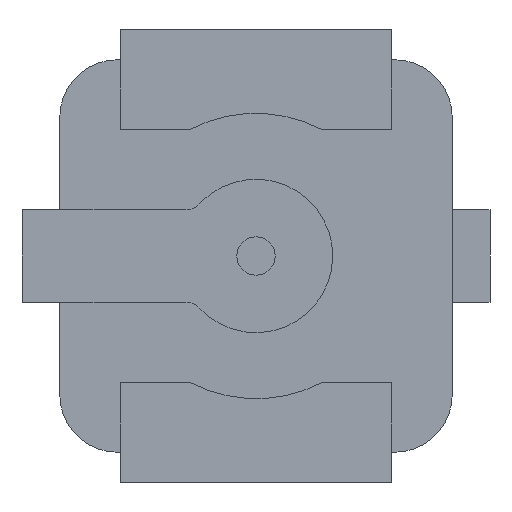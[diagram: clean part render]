
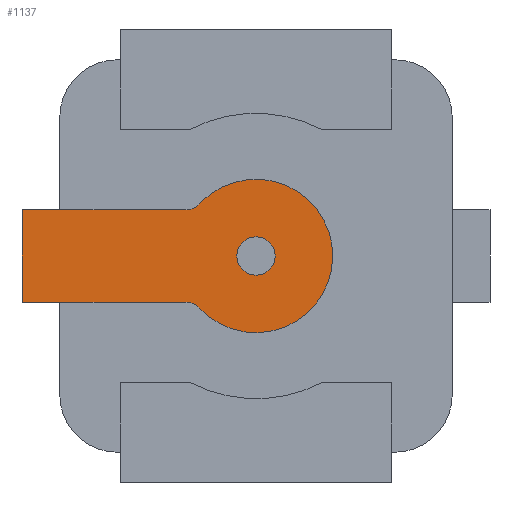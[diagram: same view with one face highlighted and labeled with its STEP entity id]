
A CAD part, front view. The second image highlights one B-rep face of the part: STEP entity #1137.
In plain terms, the highlighted planar face has unit normal (0, -1, 0).
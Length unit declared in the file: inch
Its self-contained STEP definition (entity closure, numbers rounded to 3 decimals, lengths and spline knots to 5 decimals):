
#9 = CARTESIAN_POINT ( 'NONE',  ( -0.01466, 0., 0.0136 ) ) ;
#35 = B_SPLINE_CURVE_WITH_KNOTS ( 'NONE', 3,
 ( #47, #1119, #1337, #796 ),
 .UNSPECIFIED., .F., .F.,
 ( 4, 4 ),
 ( 0., 1. ),
 .UNSPECIFIED. ) ;
#40 = VERTEX_POINT ( 'NONE', #9 ) ;
#45 = AXIS2_PLACEMENT_3D ( 'NONE', #679, #239, #905 ) ;
#47 = CARTESIAN_POINT ( 'NONE',  ( -0.06102, 0.00001, -0.012 ) ) ;
#63 = CARTESIAN_POINT ( 'NONE',  ( -0.05118, 0.00001, -0.012 ) ) ;
#88 = CARTESIAN_POINT ( 'NONE',  ( -0.01466, 0., -0.0136 ) ) ;
#144 = DIRECTION ( 'NONE',  ( 0., 0., -1. ) ) ;
#157 = CARTESIAN_POINT ( 'NONE',  ( -0.06102, 0.00001, 0.012 ) ) ;
#170 = CARTESIAN_POINT ( 'NONE',  ( -0.01188, 0.00001, -0.0166 ) ) ;
#207 = CARTESIAN_POINT ( 'NONE',  ( -0.01833, 0., -0.012 ) ) ;
#237 = CARTESIAN_POINT ( 'NONE',  ( -0.05774, 0.00001, 0.012 ) ) ;
#239 = DIRECTION ( 'NONE',  ( 0., -1., 0. ) ) ;
#248 = VERTEX_POINT ( 'NONE', #802 ) ;
#253 = EDGE_CURVE ( 'NONE', #1080, #400, #787, .T. ) ;
#255 = PLANE ( 'NONE',  #45 ) ;
#268 = EDGE_CURVE ( 'NONE', #248, #248, #484, .T. ) ;
#270 = ORIENTED_EDGE ( 'NONE', *, *, #1101, .T. ) ;
#273 = CARTESIAN_POINT ( 'NONE',  ( 0.02001, 0.00001, 0.00408 ) ) ;
#281 = B_SPLINE_CURVE_WITH_KNOTS ( 'NONE', 3,
 ( #88, #170, #809, #710, #940, #1042, #701, #584, #924, #273, #1133, #1246, #1373, #1263, #397, #483, #1128, #718 ),
 .UNSPECIFIED., .F., .F.,
 ( 4, 2, 2, 2, 2, 2, 2, 2, 4 ),
 ( 0., 0.125, 0.25, 0.375, 0.5, 0.625, 0.75, 0.875, 1. ),
 .UNSPECIFIED. ) ;
#316 = ORIENTED_EDGE ( 'NONE', *, *, #1247, .T. ) ;
#319 = VERTEX_POINT ( 'NONE', #1002 ) ;
#339 = EDGE_CURVE ( 'NONE', #775, #40, #281, .T. ) ;
#355 = CARTESIAN_POINT ( 'NONE',  ( -0.05118, 0.00001, -0.012 ) ) ;
#390 = EDGE_CURVE ( 'NONE', #40, #1170, #858, .T. ) ;
#391 = CARTESIAN_POINT ( 'NONE',  ( -0.02928, 0.00001, 0.012 ) ) ;
#397 = CARTESIAN_POINT ( 'NONE',  ( -0.00046, 0.00001, 0.0204 ) ) ;
#400 = VERTEX_POINT ( 'NONE', #1305 ) ;
#417 = CARTESIAN_POINT ( 'NONE',  ( -0.01565, 0.00001, 0.01253 ) ) ;
#452 = CARTESIAN_POINT ( 'NONE',  ( -0.01833, 0., -0.012 ) ) ;
#455 = DIRECTION ( 'NONE',  ( 0., -1., 0. ) ) ;
#462 = CARTESIAN_POINT ( 'NONE',  ( -0.06102, 0.00001, 0.012 ) ) ;
#483 = CARTESIAN_POINT ( 'NONE',  ( -0.00845, 0.00001, 0.01859 ) ) ;
#484 = CIRCLE ( 'NONE', #1306, 0.005 ) ;
#488 = CARTESIAN_POINT ( 'NONE',  ( -0.06102, 0.00001, -0.012 ) ) ;
#543 = CARTESIAN_POINT ( 'NONE',  ( -0.01833, 0., 0.012 ) ) ;
#584 = CARTESIAN_POINT ( 'NONE',  ( 0.01883, 0.00001, -0.0079 ) ) ;
#586 = DIRECTION ( 'NONE',  ( 0., 0., -1. ) ) ;
#602 = CARTESIAN_POINT ( 'NONE',  ( -0.01833, 0., 0.012 ) ) ;
#619 = B_SPLINE_CURVE_WITH_KNOTS ( 'NONE', 3,
 ( #207, #634, #641, #1070 ),
 .UNSPECIFIED., .F., .F.,
 ( 4, 4 ),
 ( 0., 1. ),
 .UNSPECIFIED. ) ;
#634 = CARTESIAN_POINT ( 'NONE',  ( -0.01688, 0.00001, -0.012 ) ) ;
#641 = CARTESIAN_POINT ( 'NONE',  ( -0.01565, 0.00001, -0.01253 ) ) ;
#671 = VECTOR ( 'NONE', #586, 39.37008 ) ;
#674 = CARTESIAN_POINT ( 'NONE',  ( -0.05446, 0.00001, 0.012 ) ) ;
#679 = CARTESIAN_POINT ( 'NONE',  ( -0.01833, 0.00001, -0.017 ) ) ;
#701 = CARTESIAN_POINT ( 'NONE',  ( 0.01422, 0.00001, -0.01463 ) ) ;
#710 = CARTESIAN_POINT ( 'NONE',  ( -0.00048, 0.00001, -0.02042 ) ) ;
#718 = CARTESIAN_POINT ( 'NONE',  ( -0.01466, 0., 0.0136 ) ) ;
#719 = CARTESIAN_POINT ( 'NONE',  ( -0.04023, 0.00001, 0.012 ) ) ;
#741 = VERTEX_POINT ( 'NONE', #63 ) ;
#770 = ORIENTED_EDGE ( 'NONE', *, *, #1149, .T. ) ;
#775 = VERTEX_POINT ( 'NONE', #902 ) ;
#783 = CARTESIAN_POINT ( 'NONE',  ( -0.04023, 0.00001, -0.012 ) ) ;
#787 = B_SPLINE_CURVE_WITH_KNOTS ( 'NONE', 3,
 ( #1317, #674, #237, #462 ),
 .UNSPECIFIED., .F., .F.,
 ( 4, 4 ),
 ( 0., 1. ),
 .UNSPECIFIED. ) ;
#796 = CARTESIAN_POINT ( 'NONE',  ( -0.05118, 0.00001, -0.012 ) ) ;
#802 = CARTESIAN_POINT ( 'NONE',  ( 0., 0.00001, -0.005 ) ) ;
#809 = CARTESIAN_POINT ( 'NONE',  ( -0.00843, 0.00001, -0.01858 ) ) ;
#820 = EDGE_LOOP ( 'NONE', ( #1196 ) ) ;
#858 = B_SPLINE_CURVE_WITH_KNOTS ( 'NONE', 3,
 ( #945, #417, #871, #543 ),
 .UNSPECIFIED., .F., .F.,
 ( 4, 4 ),
 ( 0., 1. ),
 .UNSPECIFIED. ) ;
#870 = VERTEX_POINT ( 'NONE', #488 ) ;
#871 = CARTESIAN_POINT ( 'NONE',  ( -0.01688, 0.00001, 0.012 ) ) ;
#883 = CARTESIAN_POINT ( 'NONE',  ( -0.02928, 0.00001, -0.012 ) ) ;
#892 = LINE ( 'NONE', #157, #671 ) ;
#899 = FACE_OUTER_BOUND ( 'NONE', #1276, .T. ) ;
#902 = CARTESIAN_POINT ( 'NONE',  ( -0.01466, 0., -0.0136 ) ) ;
#905 = DIRECTION ( 'NONE',  ( 0., 0., -1. ) ) ;
#922 = B_SPLINE_CURVE_WITH_KNOTS ( 'NONE', 3,
 ( #355, #783, #883, #452 ),
 .UNSPECIFIED., .F., .F.,
 ( 4, 4 ),
 ( 0., 1. ),
 .UNSPECIFIED. ) ;
#924 = CARTESIAN_POINT ( 'NONE',  ( 0.01999, 0.00001, -0.00408 ) ) ;
#940 = CARTESIAN_POINT ( 'NONE',  ( 0.0035, 0.00001, -0.0201 ) ) ;
#945 = CARTESIAN_POINT ( 'NONE',  ( -0.01466, 0., 0.0136 ) ) ;
#998 = FACE_BOUND ( 'NONE', #820, .T. ) ;
#1002 = CARTESIAN_POINT ( 'NONE',  ( -0.01833, 0., -0.012 ) ) ;
#1012 = ORIENTED_EDGE ( 'NONE', *, *, #339, .T. ) ;
#1042 = CARTESIAN_POINT ( 'NONE',  ( 0.01111, 0.00001, -0.01714 ) ) ;
#1070 = CARTESIAN_POINT ( 'NONE',  ( -0.01466, 0., -0.0136 ) ) ;
#1073 = EDGE_CURVE ( 'NONE', #319, #775, #619, .T. ) ;
#1080 = VERTEX_POINT ( 'NONE', #1296 ) ;
#1101 = EDGE_CURVE ( 'NONE', #400, #870, #892, .T. ) ;
#1107 = CARTESIAN_POINT ( 'NONE',  ( -0.01833, 0., 0.012 ) ) ;
#1119 = CARTESIAN_POINT ( 'NONE',  ( -0.05774, 0.00001, -0.012 ) ) ;
#1128 = CARTESIAN_POINT ( 'NONE',  ( -0.01186, 0.00001, 0.01663 ) ) ;
#1133 = CARTESIAN_POINT ( 'NONE',  ( 0.01881, 0.00001, 0.00789 ) ) ;
#1137 = ADVANCED_FACE ( 'NONE', ( #998, #899 ), #255, .T. ) ;
#1149 = EDGE_CURVE ( 'NONE', #741, #319, #922, .T. ) ;
#1170 = VERTEX_POINT ( 'NONE', #1107 ) ;
#1183 = B_SPLINE_CURVE_WITH_KNOTS ( 'NONE', 3,
 ( #602, #391, #719, #1264 ),
 .UNSPECIFIED., .F., .F.,
 ( 4, 4 ),
 ( 0., 1. ),
 .UNSPECIFIED. ) ;
#1196 = ORIENTED_EDGE ( 'NONE', *, *, #268, .F. ) ;
#1202 = EDGE_CURVE ( 'NONE', #870, #741, #35, .T. ) ;
#1213 = ORIENTED_EDGE ( 'NONE', *, *, #390, .T. ) ;
#1217 = CARTESIAN_POINT ( 'NONE',  ( 0., 0.00001, 0. ) ) ;
#1246 = CARTESIAN_POINT ( 'NONE',  ( 0.01423, 0.00001, 0.01464 ) ) ;
#1247 = EDGE_CURVE ( 'NONE', #1170, #1080, #1183, .T. ) ;
#1252 = ORIENTED_EDGE ( 'NONE', *, *, #1202, .T. ) ;
#1263 = CARTESIAN_POINT ( 'NONE',  ( 0.00351, 0.00001, 0.02012 ) ) ;
#1264 = CARTESIAN_POINT ( 'NONE',  ( -0.05118, 0.00001, 0.012 ) ) ;
#1276 = EDGE_LOOP ( 'NONE', ( #270, #1252, #770, #1335, #1012, #1213, #316, #1309 ) ) ;
#1296 = CARTESIAN_POINT ( 'NONE',  ( -0.05118, 0.00001, 0.012 ) ) ;
#1305 = CARTESIAN_POINT ( 'NONE',  ( -0.06102, 0.00001, 0.012 ) ) ;
#1306 = AXIS2_PLACEMENT_3D ( 'NONE', #1217, #455, #144 ) ;
#1309 = ORIENTED_EDGE ( 'NONE', *, *, #253, .T. ) ;
#1317 = CARTESIAN_POINT ( 'NONE',  ( -0.05118, 0.00001, 0.012 ) ) ;
#1335 = ORIENTED_EDGE ( 'NONE', *, *, #1073, .T. ) ;
#1337 = CARTESIAN_POINT ( 'NONE',  ( -0.05446, 0.00001, -0.012 ) ) ;
#1373 = CARTESIAN_POINT ( 'NONE',  ( 0.0111, 0.00001, 0.01712 ) ) ;
